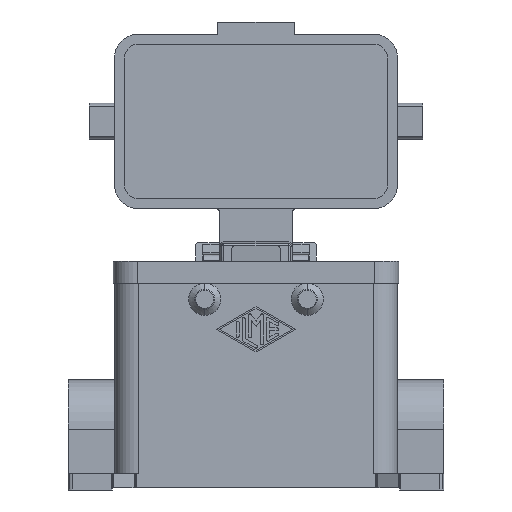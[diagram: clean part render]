
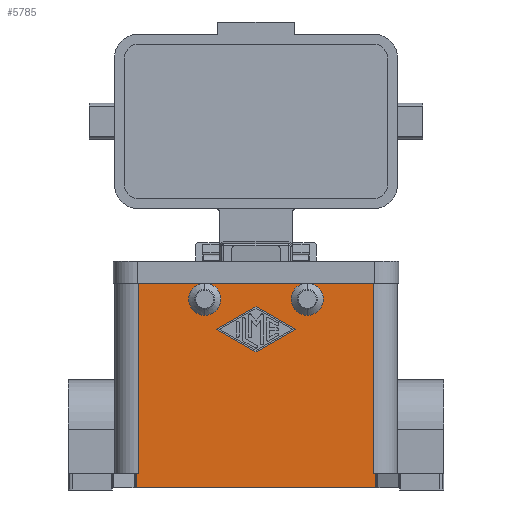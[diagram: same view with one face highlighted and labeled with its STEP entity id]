
A CAD part, front view. The second image highlights one B-rep face of the part: STEP entity #5785.
In plain terms, the highlighted planar face has unit normal (0, -1, 0).
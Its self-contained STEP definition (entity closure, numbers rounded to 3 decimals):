
#3117=CARTESIAN_POINT('',(12.75,-21.75,23.5));
#3118=VERTEX_POINT('',#3117);
#3125=CARTESIAN_POINT('',(12.75,-21.75,15.5));
#3126=VERTEX_POINT('',#3125);
#3127=CARTESIAN_POINT('',(12.75,-21.75,19.5));
#3128=DIRECTION('',(0.0,1.0,0.0));
#3129=DIRECTION('',(0.0,0.0,1.0));
#3130=AXIS2_PLACEMENT_3D('',#3127,#3128,#3129);
#3131=CIRCLE('',#3130,4.);
#3132=EDGE_CURVE('',#3126,#3118,#3131,.T.);
#3518=CARTESIAN_POINT('',(-12.75,-21.75,23.5));
#3519=VERTEX_POINT('',#3518);
#3526=CARTESIAN_POINT('',(-12.75,-21.75,15.5));
#3527=VERTEX_POINT('',#3526);
#3528=CARTESIAN_POINT('',(-12.75,-21.75,19.5));
#3529=DIRECTION('',(0.0,1.0,0.0));
#3530=DIRECTION('',(0.0,0.0,1.0));
#3531=AXIS2_PLACEMENT_3D('',#3528,#3529,#3530);
#3532=CIRCLE('',#3531,4.);
#3533=EDGE_CURVE('',#3527,#3519,#3532,.T.);
#3998=CARTESIAN_POINT('',(-29.853,-21.75,-27.5));
#3999=VERTEX_POINT('',#3998);
#4007=CARTESIAN_POINT('',(-29.853,-21.75,-24.0));
#4008=VERTEX_POINT('',#4007);
#4009=CARTESIAN_POINT('',(-29.853,-21.75,-27.5));
#4010=DIRECTION('',(0.0,0.0,1.0));
#4011=VECTOR('',#4010,3.5);
#4012=LINE('',#4009,#4011);
#4013=EDGE_CURVE('',#3999,#4008,#4012,.T.);
#4873=CARTESIAN_POINT('',(29.853,-21.75,-27.5));
#4874=VERTEX_POINT('',#4873);
#4882=CARTESIAN_POINT('',(29.853,-21.75,-27.5));
#4883=DIRECTION('',(-1.0,0.0,0.0));
#4884=VECTOR('',#4883,59.706);
#4885=LINE('',#4882,#4884);
#4886=EDGE_CURVE('',#4874,#3999,#4885,.T.);
#5584=CARTESIAN_POINT('',(29.25,-21.75,-24.0));
#5585=VERTEX_POINT('',#5584);
#5593=CARTESIAN_POINT('',(29.853,-21.75,-24.0));
#5594=VERTEX_POINT('',#5593);
#5595=CARTESIAN_POINT('',(29.25,-21.75,-24.0));
#5596=DIRECTION('',(1.0,0.0,0.0));
#5597=VECTOR('',#5596,0.603);
#5598=LINE('',#5595,#5597);
#5599=EDGE_CURVE('',#5585,#5594,#5598,.T.);
#5677=CARTESIAN_POINT('',(29.25,-21.75,1.5));
#5678=DIRECTION('',(0.0,-1.0,0.0));
#5679=DIRECTION('',(0.0,0.0,-1.0));
#5680=AXIS2_PLACEMENT_3D('',#5677,#5678,#5679);
#5681=PLANE('',#5680);
#5682=ORIENTED_EDGE('',*,*,#4013,.F.);
#5683=ORIENTED_EDGE('',*,*,#4886,.F.);
#5684=CARTESIAN_POINT('',(29.853,-21.75,-24.0));
#5685=DIRECTION('',(0.0,0.0,-1.0));
#5686=VECTOR('',#5685,3.5);
#5687=LINE('',#5684,#5686);
#5688=EDGE_CURVE('',#5594,#4874,#5687,.T.);
#5689=ORIENTED_EDGE('',*,*,#5688,.F.);
#5690=ORIENTED_EDGE('',*,*,#5599,.F.);
#5691=CARTESIAN_POINT('',(29.25,-21.75,23.5));
#5692=VERTEX_POINT('',#5691);
#5693=CARTESIAN_POINT('',(29.25,-21.75,23.5));
#5694=DIRECTION('',(0.0,0.0,-1.0));
#5695=VECTOR('',#5694,47.5);
#5696=LINE('',#5693,#5695);
#5697=EDGE_CURVE('',#5692,#5585,#5696,.T.);
#5698=ORIENTED_EDGE('',*,*,#5697,.F.);
#5699=CARTESIAN_POINT('',(29.25,-21.75,23.5));
#5700=DIRECTION('',(-1.0,0.0,0.0));
#5701=VECTOR('',#5700,16.5);
#5702=LINE('',#5699,#5701);
#5703=EDGE_CURVE('',#5692,#3118,#5702,.T.);
#5704=ORIENTED_EDGE('',*,*,#5703,.T.);
#5705=CARTESIAN_POINT('',(12.75,-21.75,19.5));
#5706=DIRECTION('',(0.0,1.0,0.0));
#5707=DIRECTION('',(0.0,0.0,1.0));
#5708=AXIS2_PLACEMENT_3D('',#5705,#5706,#5707);
#5709=CIRCLE('',#5708,4.);
#5710=EDGE_CURVE('',#3118,#3126,#5709,.T.);
#5711=ORIENTED_EDGE('',*,*,#5710,.T.);
#5712=ORIENTED_EDGE('',*,*,#3132,.T.);
#5713=CARTESIAN_POINT('',(12.75,-21.75,23.5));
#5714=DIRECTION('',(-1.0,0.0,0.0));
#5715=VECTOR('',#5714,25.5);
#5716=LINE('',#5713,#5715);
#5717=EDGE_CURVE('',#3118,#3519,#5716,.T.);
#5718=ORIENTED_EDGE('',*,*,#5717,.T.);
#5719=CARTESIAN_POINT('',(-12.75,-21.75,19.5));
#5720=DIRECTION('',(0.0,1.0,0.0));
#5721=DIRECTION('',(0.0,0.0,1.0));
#5722=AXIS2_PLACEMENT_3D('',#5719,#5720,#5721);
#5723=CIRCLE('',#5722,4.);
#5724=EDGE_CURVE('',#3519,#3527,#5723,.T.);
#5725=ORIENTED_EDGE('',*,*,#5724,.T.);
#5726=ORIENTED_EDGE('',*,*,#3533,.T.);
#5727=CARTESIAN_POINT('',(-29.25,-21.75,23.5));
#5728=VERTEX_POINT('',#5727);
#5729=CARTESIAN_POINT('',(-12.75,-21.75,23.5));
#5730=DIRECTION('',(-1.0,0.0,0.0));
#5731=VECTOR('',#5730,16.5);
#5732=LINE('',#5729,#5731);
#5733=EDGE_CURVE('',#3519,#5728,#5732,.T.);
#5734=ORIENTED_EDGE('',*,*,#5733,.T.);
#5735=CARTESIAN_POINT('',(-29.25,-21.75,-24.0));
#5736=VERTEX_POINT('',#5735);
#5737=CARTESIAN_POINT('',(-29.25,-21.75,23.5));
#5738=DIRECTION('',(0.0,0.0,-1.0));
#5739=VECTOR('',#5738,47.5);
#5740=LINE('',#5737,#5739);
#5741=EDGE_CURVE('',#5728,#5736,#5740,.T.);
#5742=ORIENTED_EDGE('',*,*,#5741,.T.);
#5743=CARTESIAN_POINT('',(-29.25,-21.75,-24.0));
#5744=DIRECTION('',(-1.0,0.0,0.0));
#5745=VECTOR('',#5744,0.603);
#5746=LINE('',#5743,#5745);
#5747=EDGE_CURVE('',#5736,#4008,#5746,.T.);
#5748=ORIENTED_EDGE('',*,*,#5747,.T.);
#5749=EDGE_LOOP('',(#5682,#5683,#5689,#5690,#5698,#5704,#5711,#5712,#5718,#5725,#5726,#5734,#5742,#5748));
#5750=FACE_OUTER_BOUND('',#5749,.T.);
#5751=CARTESIAN_POINT('',(0.,-21.75,6.375));
#5752=VERTEX_POINT('',#5751);
#5753=CARTESIAN_POINT('',(-9.75,-21.75,12.));
#5754=VERTEX_POINT('',#5753);
#5755=CARTESIAN_POINT('',(0.,-21.75,6.375));
#5756=DIRECTION('',(-0.866,0.0,0.5));
#5757=VECTOR('',#5756,11.256);
#5758=LINE('',#5755,#5757);
#5759=EDGE_CURVE('',#5752,#5754,#5758,.T.);
#5760=ORIENTED_EDGE('',*,*,#5759,.T.);
#5761=CARTESIAN_POINT('',(0.,-21.75,17.625));
#5762=VERTEX_POINT('',#5761);
#5763=CARTESIAN_POINT('',(-9.75,-21.75,12.));
#5764=DIRECTION('',(0.866,0.0,0.5));
#5765=VECTOR('',#5764,11.256);
#5766=LINE('',#5763,#5765);
#5767=EDGE_CURVE('',#5754,#5762,#5766,.T.);
#5768=ORIENTED_EDGE('',*,*,#5767,.T.);
#5769=CARTESIAN_POINT('',(9.75,-21.75,12.));
#5770=VERTEX_POINT('',#5769);
#5771=CARTESIAN_POINT('',(0.,-21.75,17.625));
#5772=DIRECTION('',(0.866,0.0,-0.5));
#5773=VECTOR('',#5772,11.256);
#5774=LINE('',#5771,#5773);
#5775=EDGE_CURVE('',#5762,#5770,#5774,.T.);
#5776=ORIENTED_EDGE('',*,*,#5775,.T.);
#5777=CARTESIAN_POINT('',(9.75,-21.75,12.));
#5778=DIRECTION('',(-0.866,0.0,-0.5));
#5779=VECTOR('',#5778,11.256);
#5780=LINE('',#5777,#5779);
#5781=EDGE_CURVE('',#5770,#5752,#5780,.T.);
#5782=ORIENTED_EDGE('',*,*,#5781,.T.);
#5783=EDGE_LOOP('',(#5760,#5768,#5776,#5782));
#5784=FACE_BOUND('',#5783,.T.);
#5785=ADVANCED_FACE('',(#5750,#5784),#5681,.T.);
